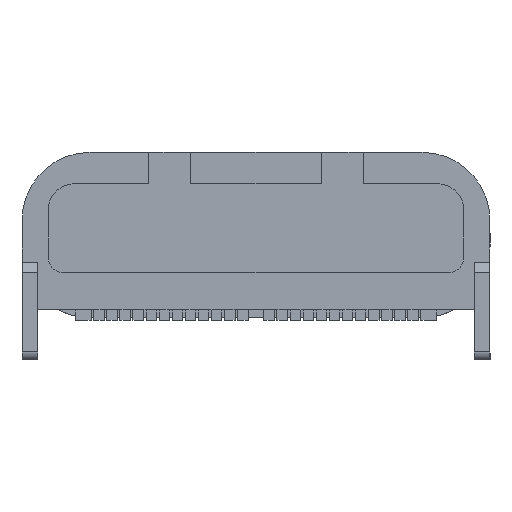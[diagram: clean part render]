
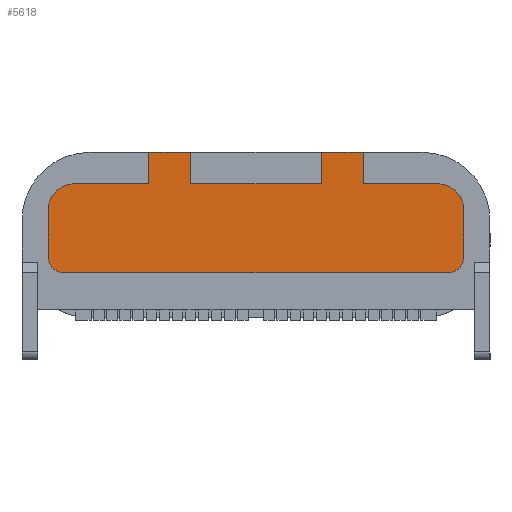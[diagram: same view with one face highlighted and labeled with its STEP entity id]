
A CAD part, front view. The second image highlights one B-rep face of the part: STEP entity #5618.
In plain terms, the highlighted planar face has unit normal (0, -1, 0).
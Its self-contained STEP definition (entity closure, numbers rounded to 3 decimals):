
#21 = EDGE_CURVE ( 'NONE', #554, #3968, #1409, .T. ) ;
#29 = DIRECTION ( 'NONE',  ( 0., 0., -1. ) ) ;
#36 = EDGE_CURVE ( 'NONE', #8649, #9039, #3699, .T. ) ;
#42 = VERTEX_POINT ( 'NONE', #5223 ) ;
#54 = CARTESIAN_POINT ( 'NONE',  ( -3.47, -3.11, 0.98 ) ) ;
#415 = EDGE_CURVE ( 'NONE', #754, #5629, #9577, .T. ) ;
#438 = AXIS2_PLACEMENT_3D ( 'NONE', #6070, #11979, #5090 ) ;
#554 = VERTEX_POINT ( 'NONE', #4799 ) ;
#613 = DIRECTION ( 'NONE',  ( 1., 0., 0. ) ) ;
#642 = CARTESIAN_POINT ( 'NONE',  ( -3.47, -3.11, 0.48 ) ) ;
#754 = VERTEX_POINT ( 'NONE', #12266 ) ;
#848 = VECTOR ( 'NONE', #5532, 1000. ) ;
#907 = AXIS2_PLACEMENT_3D ( 'NONE', #642, #7562, #1652 ) ;
#1109 = EDGE_CURVE ( 'NONE', #10010, #1948, #12628, .T. ) ;
#1263 = DIRECTION ( 'NONE',  ( 1., 0., 0. ) ) ;
#1275 = CIRCLE ( 'NONE', #907, 0.5 ) ;
#1294 = VECTOR ( 'NONE', #5800, 1000. ) ;
#1404 = CARTESIAN_POINT ( 'NONE',  ( -3.67, -3.11, -0.42 ) ) ;
#1409 = LINE ( 'NONE', #4184, #6333 ) ;
#1593 = LINE ( 'NONE', #4814, #1294 ) ;
#1605 = EDGE_CURVE ( 'NONE', #3968, #10780, #3800, .T. ) ;
#1637 = CARTESIAN_POINT ( 'NONE',  ( 0., -3.11, 0.98 ) ) ;
#1652 = DIRECTION ( 'NONE',  ( 0., 0., -1. ) ) ;
#1703 = CARTESIAN_POINT ( 'NONE',  ( 3.97, -3.11, -0.42 ) ) ;
#1948 = VERTEX_POINT ( 'NONE', #11846 ) ;
#1963 = DIRECTION ( 'NONE',  ( 0., 0., 1. ) ) ;
#1964 = LINE ( 'NONE', #12447, #6885 ) ;
#2130 = EDGE_CURVE ( 'NONE', #9039, #4988, #11359, .T. ) ;
#2143 = ORIENTED_EDGE ( 'NONE', *, *, #12473, .T. ) ;
#2182 = ORIENTED_EDGE ( 'NONE', *, *, #4511, .T. ) ;
#2361 = CARTESIAN_POINT ( 'NONE',  ( 3.97, -3.11, 0.48 ) ) ;
#2377 = DIRECTION ( 'NONE',  ( 0., 0., -1. ) ) ;
#2431 = CARTESIAN_POINT ( 'NONE',  ( -2.05, -3.11, 1.58 ) ) ;
#2441 = ORIENTED_EDGE ( 'NONE', *, *, #6111, .T. ) ;
#3190 = ORIENTED_EDGE ( 'NONE', *, *, #415, .T. ) ;
#3420 = ORIENTED_EDGE ( 'NONE', *, *, #10152, .F. ) ;
#3603 = VERTEX_POINT ( 'NONE', #5051 ) ;
#3616 = DIRECTION ( 'NONE',  ( -1., 0., 0. ) ) ;
#3699 = LINE ( 'NONE', #9151, #8962 ) ;
#3800 = CIRCLE ( 'NONE', #438, 0.5 ) ;
#3903 = CARTESIAN_POINT ( 'NONE',  ( -3.97, -3.11, 0.03 ) ) ;
#3968 = VERTEX_POINT ( 'NONE', #9590 ) ;
#4082 = CARTESIAN_POINT ( 'NONE',  ( 2.05, -3.11, 0.43 ) ) ;
#4184 = CARTESIAN_POINT ( 'NONE',  ( 0., -3.11, 0.98 ) ) ;
#4332 = CIRCLE ( 'NONE', #11325, 0.3 ) ;
#4461 = ORIENTED_EDGE ( 'NONE', *, *, #10553, .F. ) ;
#4484 = EDGE_CURVE ( 'NONE', #1948, #9904, #8452, .T. ) ;
#4511 = EDGE_CURVE ( 'NONE', #42, #10035, #1964, .T. ) ;
#4619 = VECTOR ( 'NONE', #11809, 1000. ) ;
#4661 = CARTESIAN_POINT ( 'NONE',  ( 2.05, -3.11, 1.58 ) ) ;
#4669 = CARTESIAN_POINT ( 'NONE',  ( -3.97, -3.11, -0.42 ) ) ;
#4799 = CARTESIAN_POINT ( 'NONE',  ( 2.05, -3.11, 0.98 ) ) ;
#4814 = CARTESIAN_POINT ( 'NONE',  ( -2.05, -3.11, 0.43 ) ) ;
#4909 = VECTOR ( 'NONE', #9368, 1000. ) ;
#4988 = VERTEX_POINT ( 'NONE', #7191 ) ;
#5051 = CARTESIAN_POINT ( 'NONE',  ( -2.05, -3.11, 0.98 ) ) ;
#5090 = DIRECTION ( 'NONE',  ( 0., 0., -1. ) ) ;
#5120 = FACE_OUTER_BOUND ( 'NONE', #7248, .T. ) ;
#5189 = LINE ( 'NONE', #9105, #10142 ) ;
#5207 = VECTOR ( 'NONE', #7443, 1000. ) ;
#5223 = CARTESIAN_POINT ( 'NONE',  ( -3.67, -3.11, -0.72 ) ) ;
#5532 = DIRECTION ( 'NONE',  ( 0., 0., -1. ) ) ;
#5618 = ADVANCED_FACE ( 'NONE', ( #5120 ), #11575, .T. ) ;
#5620 = LINE ( 'NONE', #4082, #6236 ) ;
#5629 = VERTEX_POINT ( 'NONE', #4669 ) ;
#5668 = DIRECTION ( 'NONE',  ( 0., -1., 0. ) ) ;
#5800 = DIRECTION ( 'NONE',  ( 0., 0., 1. ) ) ;
#5935 = EDGE_CURVE ( 'NONE', #7385, #10035, #4332, .T. ) ;
#5955 = DIRECTION ( 'NONE',  ( 0., 1., 0. ) ) ;
#6070 = CARTESIAN_POINT ( 'NONE',  ( 3.47, -3.11, 0.48 ) ) ;
#6111 = EDGE_CURVE ( 'NONE', #5629, #42, #12362, .T. ) ;
#6236 = VECTOR ( 'NONE', #10027, 1000. ) ;
#6333 = VECTOR ( 'NONE', #1263, 1000. ) ;
#6393 = VECTOR ( 'NONE', #3616, 1000. ) ;
#6754 = ORIENTED_EDGE ( 'NONE', *, *, #21, .F. ) ;
#6885 = VECTOR ( 'NONE', #613, 1000. ) ;
#6944 = AXIS2_PLACEMENT_3D ( 'NONE', #8606, #5668, #12564 ) ;
#7049 = ORIENTED_EDGE ( 'NONE', *, *, #9889, .T. ) ;
#7191 = CARTESIAN_POINT ( 'NONE',  ( -1.25, -3.11, 0.98 ) ) ;
#7248 = EDGE_LOOP ( 'NONE', ( #10070, #6754, #3420, #11187, #10258, #7049, #7805, #12590, #4461, #10291, #2143, #3190, #2441, #2182, #8474, #10065 ) ) ;
#7385 = VERTEX_POINT ( 'NONE', #1703 ) ;
#7443 = DIRECTION ( 'NONE',  ( 1., 0., 0. ) ) ;
#7527 = LINE ( 'NONE', #12303, #4909 ) ;
#7562 = DIRECTION ( 'NONE',  ( 0., -1., 0. ) ) ;
#7682 = VECTOR ( 'NONE', #1963, 1000. ) ;
#7805 = ORIENTED_EDGE ( 'NONE', *, *, #2130, .F. ) ;
#7843 = EDGE_CURVE ( 'NONE', #10780, #7385, #7527, .T. ) ;
#7982 = CARTESIAN_POINT ( 'NONE',  ( -1.25, -3.11, 1.58 ) ) ;
#8292 = DIRECTION ( 'NONE',  ( 0., -1., 0. ) ) ;
#8444 = AXIS2_PLACEMENT_3D ( 'NONE', #1404, #8292, #2377 ) ;
#8452 = LINE ( 'NONE', #9393, #5207 ) ;
#8474 = ORIENTED_EDGE ( 'NONE', *, *, #5935, .F. ) ;
#8606 = CARTESIAN_POINT ( 'NONE',  ( 4.129, -3.11, 1.626 ) ) ;
#8649 = VERTEX_POINT ( 'NONE', #2431 ) ;
#8865 = CARTESIAN_POINT ( 'NONE',  ( 1.25, -3.11, 0.43 ) ) ;
#8962 = VECTOR ( 'NONE', #10155, 1000. ) ;
#9020 = LINE ( 'NONE', #1637, #6393 ) ;
#9039 = VERTEX_POINT ( 'NONE', #7982 ) ;
#9105 = CARTESIAN_POINT ( 'NONE',  ( -2.76, -3.11, 0.98 ) ) ;
#9141 = EDGE_CURVE ( 'NONE', #3603, #11683, #5189, .T. ) ;
#9151 = CARTESIAN_POINT ( 'NONE',  ( 0., -3.11, 1.58 ) ) ;
#9368 = DIRECTION ( 'NONE',  ( 0., 0., -1. ) ) ;
#9393 = CARTESIAN_POINT ( 'NONE',  ( 0., -3.11, 1.58 ) ) ;
#9577 = LINE ( 'NONE', #3903, #4619 ) ;
#9590 = CARTESIAN_POINT ( 'NONE',  ( 3.47, -3.11, 0.98 ) ) ;
#9889 = EDGE_CURVE ( 'NONE', #10010, #4988, #9020, .T. ) ;
#9904 = VERTEX_POINT ( 'NONE', #4661 ) ;
#10010 = VERTEX_POINT ( 'NONE', #10742 ) ;
#10027 = DIRECTION ( 'NONE',  ( 0., 0., -1. ) ) ;
#10035 = VERTEX_POINT ( 'NONE', #12723 ) ;
#10065 = ORIENTED_EDGE ( 'NONE', *, *, #7843, .F. ) ;
#10070 = ORIENTED_EDGE ( 'NONE', *, *, #1605, .F. ) ;
#10110 = DIRECTION ( 'NONE',  ( -1., 0., 0. ) ) ;
#10142 = VECTOR ( 'NONE', #10110, 1000. ) ;
#10152 = EDGE_CURVE ( 'NONE', #9904, #554, #5620, .T. ) ;
#10155 = DIRECTION ( 'NONE',  ( 1., 0., 0. ) ) ;
#10258 = ORIENTED_EDGE ( 'NONE', *, *, #1109, .F. ) ;
#10291 = ORIENTED_EDGE ( 'NONE', *, *, #9141, .T. ) ;
#10463 = CARTESIAN_POINT ( 'NONE',  ( -1.25, -3.11, 0.43 ) ) ;
#10553 = EDGE_CURVE ( 'NONE', #3603, #8649, #1593, .T. ) ;
#10742 = CARTESIAN_POINT ( 'NONE',  ( 1.25, -3.11, 0.98 ) ) ;
#10780 = VERTEX_POINT ( 'NONE', #2361 ) ;
#11187 = ORIENTED_EDGE ( 'NONE', *, *, #4484, .F. ) ;
#11325 = AXIS2_PLACEMENT_3D ( 'NONE', #11887, #5955, #29 ) ;
#11359 = LINE ( 'NONE', #10463, #848 ) ;
#11575 = PLANE ( 'NONE',  #6944 ) ;
#11683 = VERTEX_POINT ( 'NONE', #54 ) ;
#11809 = DIRECTION ( 'NONE',  ( 0., 0., -1. ) ) ;
#11846 = CARTESIAN_POINT ( 'NONE',  ( 1.25, -3.11, 1.58 ) ) ;
#11887 = CARTESIAN_POINT ( 'NONE',  ( 3.67, -3.11, -0.42 ) ) ;
#11979 = DIRECTION ( 'NONE',  ( 0., 1., 0. ) ) ;
#12266 = CARTESIAN_POINT ( 'NONE',  ( -3.97, -3.11, 0.48 ) ) ;
#12303 = CARTESIAN_POINT ( 'NONE',  ( 3.97, -3.11, 0.43 ) ) ;
#12362 = CIRCLE ( 'NONE', #8444, 0.3 ) ;
#12447 = CARTESIAN_POINT ( 'NONE',  ( 0., -3.11, -0.72 ) ) ;
#12473 = EDGE_CURVE ( 'NONE', #11683, #754, #1275, .T. ) ;
#12564 = DIRECTION ( 'NONE',  ( -1., 0., 0. ) ) ;
#12590 = ORIENTED_EDGE ( 'NONE', *, *, #36, .F. ) ;
#12628 = LINE ( 'NONE', #8865, #7682 ) ;
#12723 = CARTESIAN_POINT ( 'NONE',  ( 3.67, -3.11, -0.72 ) ) ;
